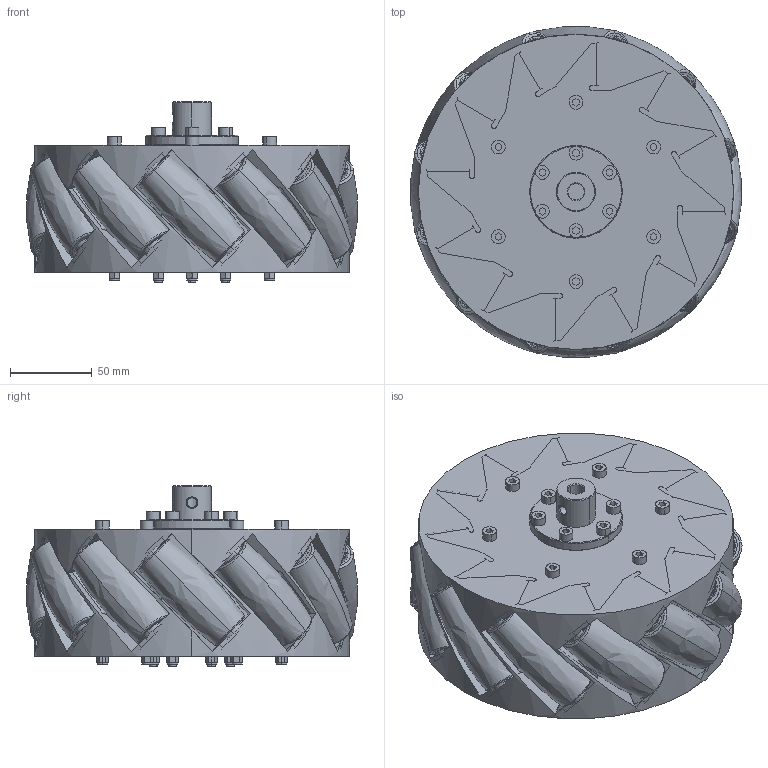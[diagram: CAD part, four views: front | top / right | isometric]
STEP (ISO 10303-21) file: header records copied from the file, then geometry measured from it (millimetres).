
FILE_DESCRIPTION((''),'2;1');
FILE_NAME('S08CUN_ASM','2012-12-05T',('Administrator'),(''),'PRO/ENGINEER BY PARAMETRIC TECHNOLOGY CORPORATION, 2009360','PRO/ENGINEER BY PARAMETRIC TECHNOLOGY CORPORATION, 2009360','');
FILE_SCHEMA(('CONFIG_CONTROL_DESIGN'));
Length unit declared in the file: millimetre
Products named in the file (17): S1; S2; S3; S4; S5; S6; S2_ASM; S7; S9; A; S10; S8; S11; ZHOUCHEN; PRT0001; S4-----1; S08CUN_ASM
Assembly tree (123 placements, depth 3):
  S08CUN_ASM
    S1
    S2  x12
    S3  x2
    S4
    S2_ASM  x12
      S5
      S6
    S7  x12
    S9  x6
    A
    S10  x6
    S8  x13
    S11  x6
    ZHOUCHEN  x24
    PRT0001  x24
    S4-----1
Bounding box: 202.6 x 202.6 x 110.4 mm (x, y, z)
Volume: 3115156.7 mm3; surface area: 792930.1 mm2
Topology: 133 solids, 145 shells, 3537 faces, 8162 edges, 5217 vertices
Faces by surface type: plane 1806, cylinder 1028, cone 292, bspline 194, torus 169, revolution 48
Entity records: 23163 total; most frequent: CARTESIAN_POINT 5796, DIRECTION 3598, ORIENTED_EDGE 3372, EDGE_CURVE 1688, AXIS2_PLACEMENT_3D 1323, VERTEX_POINT 1073, VECTOR 948, LINE 948
